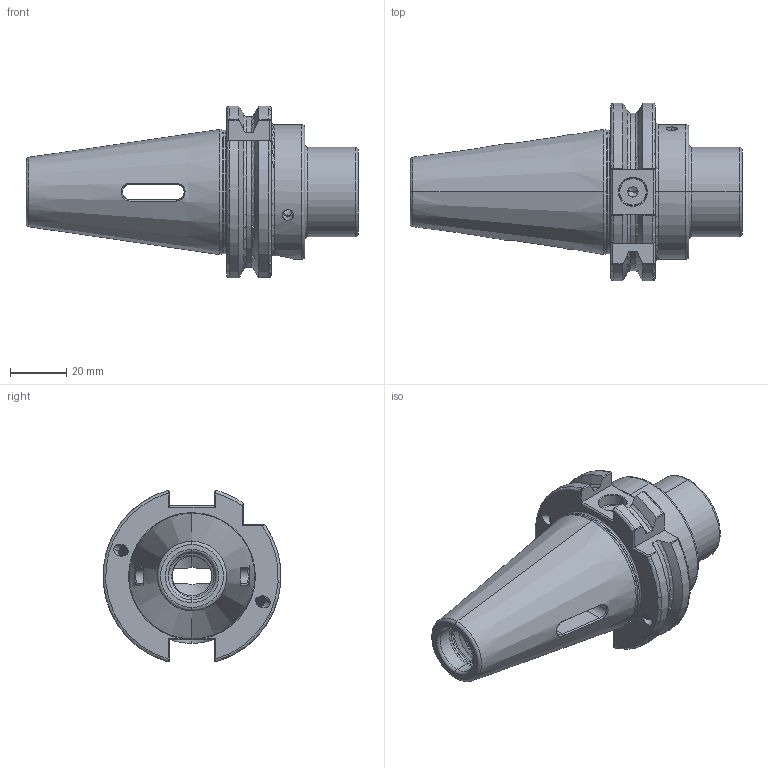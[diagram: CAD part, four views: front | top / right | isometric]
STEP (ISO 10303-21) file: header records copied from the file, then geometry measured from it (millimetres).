
FILE_DESCRIPTION (( 'STEP AP203' ), '1' );
FILE_NAME ('403.07.02.STEP', '2016-07-16T06:17:23', ( '' ), ( '' ), 'SwSTEP 2.0', 'SolidWorks 2012', '' );
FILE_SCHEMA (( 'CONFIG_CONTROL_DESIGN' ));
Length unit declared in the file: millimetre
Products named in the file (1): 403.07.02
Bounding box: 118.4 x 63.34 x 61.24 mm (x, y, z)
Volume: 123206.4 mm3; surface area: 28612.5 mm2
Topology: 1 solids, 1 shells, 284 faces, 763 edges, 469 vertices
Faces by surface type: cylinder 115, plane 58, cone 42, torus 39, bspline 30
Entity records: 17992 total; most frequent: CARTESIAN_POINT 11598, ORIENTED_EDGE 1498, DIRECTION 1117, EDGE_CURVE 749, VERTEX_POINT 469, AXIS2_PLACEMENT_3D 438, EDGE_LOOP 300, ADVANCED_FACE 284
